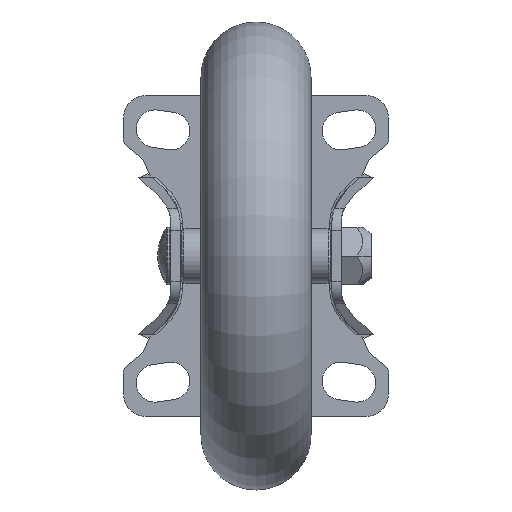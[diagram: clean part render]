
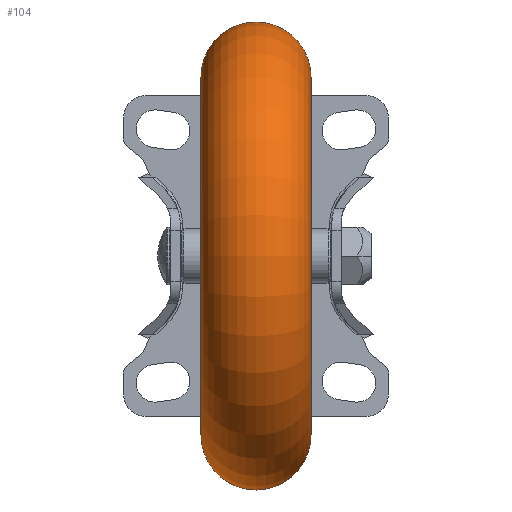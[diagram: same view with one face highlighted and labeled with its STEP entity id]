
A CAD part, front view. The second image highlights one B-rep face of the part: STEP entity #104.
In plain terms, the highlighted toroidal (fillet/blend) face has major radius 39 mm and minor radius 12 mm.
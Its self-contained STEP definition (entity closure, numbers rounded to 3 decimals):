
#104 = ADVANCED_FACE ( 'NONE', ( #1037 ), #3758, .T. ) ;
#511 = DIRECTION ( 'NONE',  ( 0., -1., 0. ) ) ;
#555 = EDGE_CURVE ( 'NONE', #14491, #4925, #4828, .T. ) ;
#957 = CARTESIAN_POINT ( 'NONE',  ( -12., -75.5, 39. ) ) ;
#1037 = FACE_OUTER_BOUND ( 'NONE', #14690, .T. ) ;
#1112 = ORIENTED_EDGE ( 'NONE', *, *, #8996, .T. ) ;
#2223 = VERTEX_POINT ( 'NONE', #12720 ) ;
#2421 = ORIENTED_EDGE ( 'NONE', *, *, #12154, .F. ) ;
#2776 = CARTESIAN_POINT ( 'NONE',  ( 12., -75.5, -39. ) ) ;
#3041 = CARTESIAN_POINT ( 'NONE',  ( 12., -75.5, 0. ) ) ;
#3758 = TOROIDAL_SURFACE ( 'NONE', #9859, 39., 12. ) ;
#3914 = CARTESIAN_POINT ( 'NONE',  ( 0., -75.5, -39. ) ) ;
#4111 = CARTESIAN_POINT ( 'NONE',  ( 0., -75.5, 0. ) ) ;
#4215 = DIRECTION ( 'NONE',  ( 0., 0., 1. ) ) ;
#4828 = CIRCLE ( 'NONE', #5362, 39. ) ;
#4893 = CIRCLE ( 'NONE', #6561, 39. ) ;
#4925 = VERTEX_POINT ( 'NONE', #957 ) ;
#5069 = DIRECTION ( 'NONE',  ( 0., 0., 1. ) ) ;
#5362 = AXIS2_PLACEMENT_3D ( 'NONE', #11085, #7616, #13313 ) ;
#5499 = CIRCLE ( 'NONE', #11471, 12. ) ;
#6561 = AXIS2_PLACEMENT_3D ( 'NONE', #3041, #11222, #4215 ) ;
#7443 = ORIENTED_EDGE ( 'NONE', *, *, #555, .F. ) ;
#7510 = CARTESIAN_POINT ( 'NONE',  ( 0., -75.5, 39. ) ) ;
#7616 = DIRECTION ( 'NONE',  ( -1., 0., 0. ) ) ;
#8134 = CIRCLE ( 'NONE', #11478, 12. ) ;
#8685 = DIRECTION ( 'NONE',  ( 0., 0., -1. ) ) ;
#8996 = EDGE_CURVE ( 'NONE', #2223, #4925, #8134, .T. ) ;
#9859 = AXIS2_PLACEMENT_3D ( 'NONE', #4111, #12131, #12183 ) ;
#10997 = ORIENTED_EDGE ( 'NONE', *, *, #13683, .T. ) ;
#11085 = CARTESIAN_POINT ( 'NONE',  ( -12., -75.5, 0. ) ) ;
#11222 = DIRECTION ( 'NONE',  ( -1., 0., 0. ) ) ;
#11471 = AXIS2_PLACEMENT_3D ( 'NONE', #3914, #12080, #5069 ) ;
#11478 = AXIS2_PLACEMENT_3D ( 'NONE', #7510, #511, #8685 ) ;
#12080 = DIRECTION ( 'NONE',  ( 0., 1., 0. ) ) ;
#12131 = DIRECTION ( 'NONE',  ( -1., 0., 0. ) ) ;
#12154 = EDGE_CURVE ( 'NONE', #14296, #14491, #5499, .T. ) ;
#12183 = DIRECTION ( 'NONE',  ( 0., 0., 1. ) ) ;
#12720 = CARTESIAN_POINT ( 'NONE',  ( 12., -75.5, 39. ) ) ;
#13313 = DIRECTION ( 'NONE',  ( 0., 0., 1. ) ) ;
#13683 = EDGE_CURVE ( 'NONE', #14296, #2223, #4893, .T. ) ;
#14296 = VERTEX_POINT ( 'NONE', #2776 ) ;
#14491 = VERTEX_POINT ( 'NONE', #14904 ) ;
#14690 = EDGE_LOOP ( 'NONE', ( #2421, #10997, #1112, #7443 ) ) ;
#14904 = CARTESIAN_POINT ( 'NONE',  ( -12., -75.5, -39. ) ) ;
